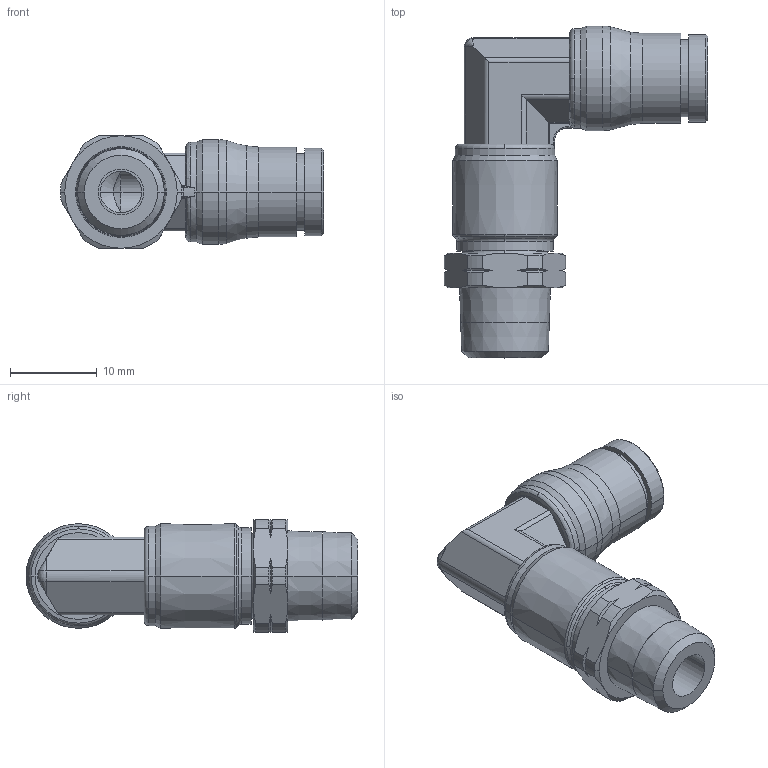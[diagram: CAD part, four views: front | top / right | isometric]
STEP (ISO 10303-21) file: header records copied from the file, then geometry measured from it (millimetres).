
FILE_DESCRIPTION(('STEP AP214'),'1');
FILE_NAME('3809_06_11.stp','2016-07-07T14:27:20',('TraceParts'),('TraceParts S.A.'),'Spatial InterOp 3D',' ',' ');
FILE_SCHEMA(('automotive_design'));
Length unit declared in the file: millimetre
Products named in the file (1): 1
Bounding box: 30.42 x 38.38 x 13 mm (x, y, z)
Volume: 3714.8 mm3; surface area: 3284.7 mm2
Topology: 1 solids, 1 shells, 177 faces, 437 edges, 268 vertices
Faces by surface type: cone 64, cylinder 62, plane 35, torus 16
Entity records: 5437 total; most frequent: CARTESIAN_POINT 1298, DIRECTION 910, ORIENTED_EDGE 866, EDGE_CURVE 433, AXIS2_PLACEMENT_3D 378, VERTEX_POINT 268, CIRCLE 192, EDGE_LOOP 189
